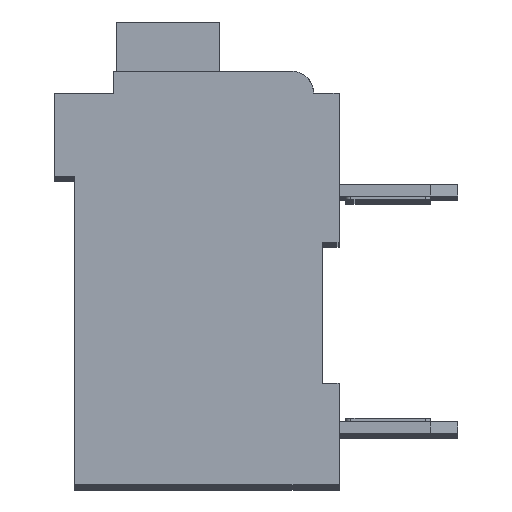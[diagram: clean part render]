
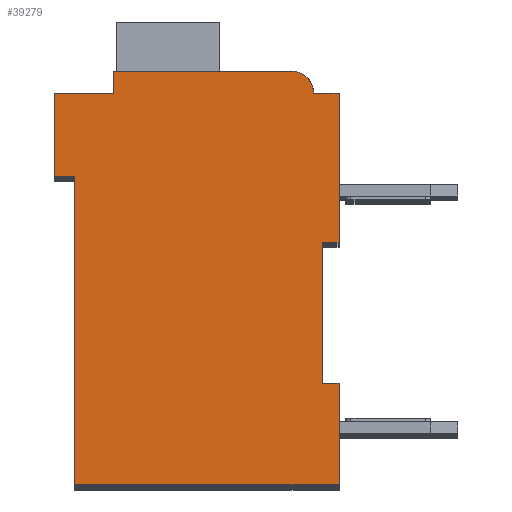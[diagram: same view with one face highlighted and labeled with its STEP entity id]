
A CAD part, top view. The second image highlights one B-rep face of the part: STEP entity #39279.
In plain terms, the highlighted planar face has unit normal (0, 0, 1).
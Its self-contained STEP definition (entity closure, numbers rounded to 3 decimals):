
#11854=DIRECTION('',(1.,0.,0.));
#11855=VECTOR('',#11854,0.5);
#11856=CARTESIAN_POINT('',(7.3,7.15,2.1));
#11857=LINE('',#11856,#11855);
#11858=DIRECTION('',(0.,1.,0.));
#11859=VECTOR('',#11858,4.15);
#11860=CARTESIAN_POINT('',(7.3,3.,2.1));
#11861=LINE('',#11860,#11859);
#11862=DIRECTION('',(-1.,0.,0.));
#11863=VECTOR('',#11862,0.5);
#11864=CARTESIAN_POINT('',(7.8,3.,2.1));
#11865=LINE('',#11864,#11863);
#11866=DIRECTION('',(0.,1.,0.));
#11867=VECTOR('',#11866,3.);
#11868=CARTESIAN_POINT('',(7.8,0.,2.1));
#11869=LINE('',#11868,#11867);
#11870=DIRECTION('',(1.,0.,0.));
#11871=VECTOR('',#11870,7.8);
#11872=CARTESIAN_POINT('',(0.,0.,2.1));
#11873=LINE('',#11872,#11871);
#11874=DIRECTION('',(0.,-1.,0.));
#11875=VECTOR('',#11874,9.1);
#11876=CARTESIAN_POINT('',(0.,9.1,2.1));
#11877=LINE('',#11876,#11875);
#11878=DIRECTION('',(1.,0.,0.));
#11879=VECTOR('',#11878,0.6);
#11880=CARTESIAN_POINT('',(-0.6,9.1,2.1));
#11881=LINE('',#11880,#11879);
#11882=DIRECTION('',(0.,-1.,0.));
#11883=VECTOR('',#11882,2.45);
#11884=CARTESIAN_POINT('',(-0.6,11.55,2.1));
#11885=LINE('',#11884,#11883);
#11886=DIRECTION('',(-1.,0.,0.));
#11887=VECTOR('',#11886,1.75);
#11888=CARTESIAN_POINT('',(1.15,11.55,2.1));
#11889=LINE('',#11888,#11887);
#11890=DIRECTION('',(0.,-1.,0.));
#11891=VECTOR('',#11890,0.65);
#11892=CARTESIAN_POINT('',(1.15,12.2,2.1));
#11893=LINE('',#11892,#11891);
#11894=DIRECTION('',(-1.,0.,0.));
#11895=VECTOR('',#11894,5.25);
#11896=CARTESIAN_POINT('',(6.4,12.2,2.1));
#11897=LINE('',#11896,#11895);
#11898=CARTESIAN_POINT('',(6.4,11.55,2.1));
#11899=DIRECTION('',(0.,0.,1.));
#11900=DIRECTION('',(1.,0.,0.));
#11901=AXIS2_PLACEMENT_3D('',#11898,#11899,#11900);
#11903=DIRECTION('',(-1.,0.,0.));
#11904=VECTOR('',#11903,0.75);
#11905=CARTESIAN_POINT('',(7.8,11.55,2.1));
#11906=LINE('',#11905,#11904);
#11907=DIRECTION('',(0.,1.,0.));
#11908=VECTOR('',#11907,4.4);
#11909=CARTESIAN_POINT('',(7.8,7.15,2.1));
#11910=LINE('',#11909,#11908);
#19527=CARTESIAN_POINT('',(7.3,7.15,2.1));
#19528=CARTESIAN_POINT('',(7.8,7.15,2.1));
#19529=VERTEX_POINT('',#19527);
#19530=VERTEX_POINT('',#19528);
#19531=CARTESIAN_POINT('',(7.8,11.55,2.1));
#19532=VERTEX_POINT('',#19531);
#19533=CARTESIAN_POINT('',(7.05,11.55,2.1));
#19534=VERTEX_POINT('',#19533);
#19535=CARTESIAN_POINT('',(6.4,12.2,2.1));
#19536=VERTEX_POINT('',#19535);
#19537=CARTESIAN_POINT('',(1.15,12.2,2.1));
#19538=VERTEX_POINT('',#19537);
#19539=CARTESIAN_POINT('',(1.15,11.55,2.1));
#19540=VERTEX_POINT('',#19539);
#19541=CARTESIAN_POINT('',(-0.6,11.55,2.1));
#19542=VERTEX_POINT('',#19541);
#19543=CARTESIAN_POINT('',(-0.6,9.1,2.1));
#19544=VERTEX_POINT('',#19543);
#19545=CARTESIAN_POINT('',(0.,9.1,2.1));
#19546=VERTEX_POINT('',#19545);
#19547=CARTESIAN_POINT('',(0.,0.,2.1));
#19548=VERTEX_POINT('',#19547);
#19549=CARTESIAN_POINT('',(7.8,0.,2.1));
#19550=VERTEX_POINT('',#19549);
#19551=CARTESIAN_POINT('',(7.8,3.,2.1));
#19552=VERTEX_POINT('',#19551);
#19553=CARTESIAN_POINT('',(7.3,3.,2.1));
#19554=VERTEX_POINT('',#19553);
#39258=CARTESIAN_POINT('',(0.,0.,2.1));
#39259=DIRECTION('',(0.,0.,1.));
#39260=DIRECTION('',(1.,0.,0.));
#39261=AXIS2_PLACEMENT_3D('',#39258,#39259,#39260);
#39262=PLANE('',#39261);
#39263=ORIENTED_EDGE('',*,*,#25712,.F.);
#39264=ORIENTED_EDGE('',*,*,#26606,.F.);
#39265=ORIENTED_EDGE('',*,*,#33810,.F.);
#39266=ORIENTED_EDGE('',*,*,#34315,.F.);
#39267=ORIENTED_EDGE('',*,*,#34900,.F.);
#39268=ORIENTED_EDGE('',*,*,#35673,.F.);
#39269=ORIENTED_EDGE('',*,*,#35980,.F.);
#39270=ORIENTED_EDGE('',*,*,#36274,.F.);
#39271=ORIENTED_EDGE('',*,*,#36719,.F.);
#39272=ORIENTED_EDGE('',*,*,#37568,.F.);
#39273=ORIENTED_EDGE('',*,*,#38238,.F.);
#39274=ORIENTED_EDGE('',*,*,#36770,.F.);
#39275=ORIENTED_EDGE('',*,*,#37339,.F.);
#39276=ORIENTED_EDGE('',*,*,#26501,.F.);
#39277=EDGE_LOOP('',(#39263,#39264,#39265,#39266,#39267,#39268,#39269,#39270,
#39271,#39272,#39273,#39274,#39275,#39276));
#39278=FACE_OUTER_BOUND('',#39277,.F.);
#11902=CIRCLE('',#11901,0.65);
#25712=EDGE_CURVE('',#19529,#19530,#11857,.T.);
#26501=EDGE_CURVE('',#19530,#19532,#11910,.T.);
#26606=EDGE_CURVE('',#19554,#19529,#11861,.T.);
#33810=EDGE_CURVE('',#19552,#19554,#11865,.T.);
#34315=EDGE_CURVE('',#19550,#19552,#11869,.T.);
#34900=EDGE_CURVE('',#19548,#19550,#11873,.T.);
#35673=EDGE_CURVE('',#19546,#19548,#11877,.T.);
#35980=EDGE_CURVE('',#19544,#19546,#11881,.T.);
#36274=EDGE_CURVE('',#19542,#19544,#11885,.T.);
#36719=EDGE_CURVE('',#19540,#19542,#11889,.T.);
#36770=EDGE_CURVE('',#19534,#19536,#11902,.T.);
#37339=EDGE_CURVE('',#19532,#19534,#11906,.T.);
#37568=EDGE_CURVE('',#19538,#19540,#11893,.T.);
#38238=EDGE_CURVE('',#19536,#19538,#11897,.T.);
#39279=ADVANCED_FACE('',(#39278),#39262,.T.);
